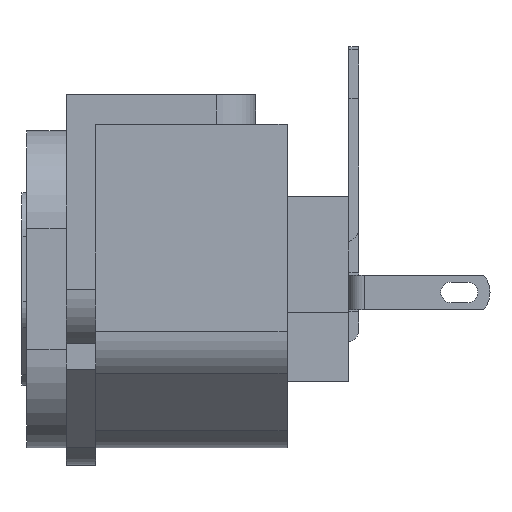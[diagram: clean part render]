
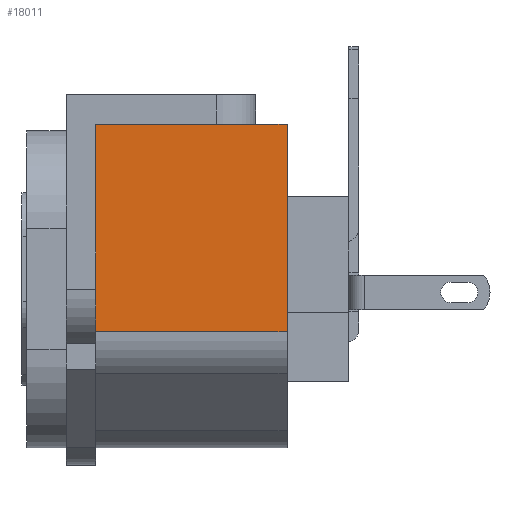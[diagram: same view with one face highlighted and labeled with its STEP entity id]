
A CAD part, left-side view. The second image highlights one B-rep face of the part: STEP entity #18011.
In plain terms, the highlighted planar face has unit normal (-1, 0, 0).
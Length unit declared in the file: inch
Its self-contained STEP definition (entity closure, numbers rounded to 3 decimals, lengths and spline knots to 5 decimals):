
#55 = EDGE_CURVE ( 'NONE', #5760, #16439, #1253, .T. ) ;
#824 = DIRECTION ( 'NONE',  ( -1., 0., 0. ) ) ;
#1187 = EDGE_CURVE ( 'NONE', #2807, #16439, #17206, .T. ) ;
#1253 = LINE ( 'NONE', #17168, #8539 ) ;
#2302 = CARTESIAN_POINT ( 'NONE',  ( -0.62795, -0.70669, -0.13671 ) ) ;
#2414 = CARTESIAN_POINT ( 'NONE',  ( -0.62795, -0.70669, -0.13671 ) ) ;
#2807 = VERTEX_POINT ( 'NONE', #19424 ) ;
#3169 = VERTEX_POINT ( 'NONE', #2302 ) ;
#3736 = DIRECTION ( 'NONE',  ( 0., 0., 1. ) ) ;
#3826 = ORIENTED_EDGE ( 'NONE', *, *, #55, .T. ) ;
#4954 = EDGE_LOOP ( 'NONE', ( #13007, #5241, #3826, #9922 ) ) ;
#5069 = CARTESIAN_POINT ( 'NONE',  ( -0.62795, -0.70669, -0.13671 ) ) ;
#5241 = ORIENTED_EDGE ( 'NONE', *, *, #10567, .T. ) ;
#5338 = FACE_OUTER_BOUND ( 'NONE', #4954, .T. ) ;
#5359 = LINE ( 'NONE', #5069, #18235 ) ;
#5760 = VERTEX_POINT ( 'NONE', #15493 ) ;
#7784 = CARTESIAN_POINT ( 'NONE',  ( -0.62795, -0.09449, -0.13671 ) ) ;
#8152 = VECTOR ( 'NONE', #18926, 39.37008 ) ;
#8539 = VECTOR ( 'NONE', #18397, 39.37008 ) ;
#9649 = DIRECTION ( 'NONE',  ( 0., 0., 1. ) ) ;
#9886 = AXIS2_PLACEMENT_3D ( 'NONE', #2414, #824, #3736 ) ;
#9922 = ORIENTED_EDGE ( 'NONE', *, *, #1187, .F. ) ;
#10567 = EDGE_CURVE ( 'NONE', #3169, #5760, #5359, .T. ) ;
#12918 = DIRECTION ( 'NONE',  ( 0., 0., 1. ) ) ;
#13007 = ORIENTED_EDGE ( 'NONE', *, *, #14204, .F. ) ;
#14204 = EDGE_CURVE ( 'NONE', #3169, #2807, #17513, .T. ) ;
#15493 = CARTESIAN_POINT ( 'NONE',  ( -0.62795, -0.70669, 0.52756 ) ) ;
#16439 = VERTEX_POINT ( 'NONE', #17339 ) ;
#16685 = VECTOR ( 'NONE', #9649, 39.37008 ) ;
#17168 = CARTESIAN_POINT ( 'NONE',  ( -0.62795, -0.70669, 0.52756 ) ) ;
#17206 = LINE ( 'NONE', #7784, #16685 ) ;
#17339 = CARTESIAN_POINT ( 'NONE',  ( -0.62795, -0.09449, 0.52756 ) ) ;
#17363 = PLANE ( 'NONE',  #9886 ) ;
#17513 = LINE ( 'NONE', #19220, #8152 ) ;
#18011 = ADVANCED_FACE ( 'NONE', ( #5338 ), #17363, .T. ) ;
#18235 = VECTOR ( 'NONE', #12918, 39.37008 ) ;
#18397 = DIRECTION ( 'NONE',  ( 0., 1., 0. ) ) ;
#18926 = DIRECTION ( 'NONE',  ( 0., 1., 0. ) ) ;
#19220 = CARTESIAN_POINT ( 'NONE',  ( -0.62795, -0.70669, -0.13671 ) ) ;
#19424 = CARTESIAN_POINT ( 'NONE',  ( -0.62795, -0.09449, -0.13671 ) ) ;
